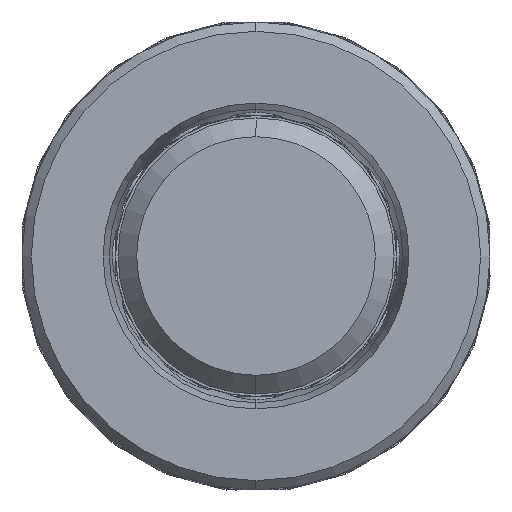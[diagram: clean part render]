
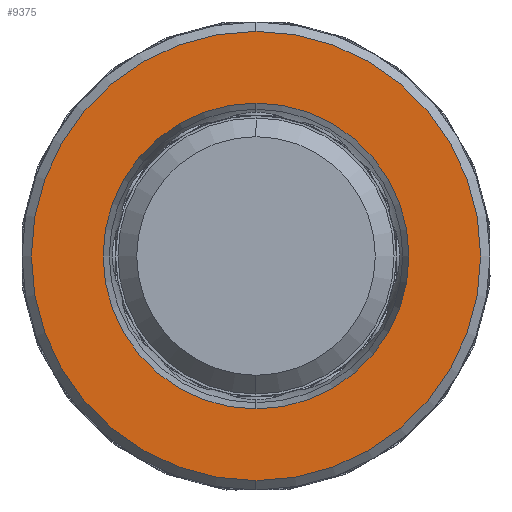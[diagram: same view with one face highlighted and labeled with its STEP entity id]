
A CAD part, front view. The second image highlights one B-rep face of the part: STEP entity #9375.
In plain terms, the highlighted planar face has unit normal (0, -1, 0).
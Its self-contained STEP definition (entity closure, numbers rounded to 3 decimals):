
#961 = ORIENTED_EDGE ( 'NONE', *, *, #10239, .T. ) ;
#1709 = FACE_BOUND ( 'NONE', #4253, .T. ) ;
#2319 = DIRECTION ( 'NONE',  ( 0., -1., 0. ) ) ;
#2494 = ORIENTED_EDGE ( 'NONE', *, *, #21675, .T. ) ;
#3046 = EDGE_LOOP ( 'NONE', ( #2494, #961 ) ) ;
#3632 = DIRECTION ( 'NONE',  ( 0., 0., -1. ) ) ;
#3753 = ORIENTED_EDGE ( 'NONE', *, *, #10980, .F. ) ;
#4140 = DIRECTION ( 'NONE',  ( 0., 0., -1. ) ) ;
#4253 = EDGE_LOOP ( 'NONE', ( #8508, #3753 ) ) ;
#4480 = DIRECTION ( 'NONE',  ( 0., 0., -1. ) ) ;
#4877 = CIRCLE ( 'NONE', #12453, 24. ) ;
#4967 = AXIS2_PLACEMENT_3D ( 'NONE', #11753, #6213, #18366 ) ;
#4968 = FACE_OUTER_BOUND ( 'NONE', #3046, .T. ) ;
#5229 = CIRCLE ( 'NONE', #5401, 16.34 ) ;
#5401 = AXIS2_PLACEMENT_3D ( 'NONE', #9648, #16576, #4480 ) ;
#6213 = DIRECTION ( 'NONE',  ( 0., -1., 0. ) ) ;
#6560 = DIRECTION ( 'NONE',  ( 0., 1., 0. ) ) ;
#6746 = VERTEX_POINT ( 'NONE', #22495 ) ;
#7000 = AXIS2_PLACEMENT_3D ( 'NONE', #17528, #12220, #3632 ) ;
#8508 = ORIENTED_EDGE ( 'NONE', *, *, #10843, .F. ) ;
#9039 = CIRCLE ( 'NONE', #7000, 16.34 ) ;
#9375 = ADVANCED_FACE ( 'NONE', ( #1709, #4968 ), #15761, .F. ) ;
#9648 = CARTESIAN_POINT ( 'NONE',  ( 221.174, -6.032, 0. ) ) ;
#10239 = EDGE_CURVE ( 'NONE', #16042, #6746, #11743, .T. ) ;
#10843 = EDGE_CURVE ( 'NONE', #10921, #22055, #5229, .T. ) ;
#10921 = VERTEX_POINT ( 'NONE', #22371 ) ;
#10980 = EDGE_CURVE ( 'NONE', #22055, #10921, #9039, .T. ) ;
#11136 = CARTESIAN_POINT ( 'NONE',  ( 221.174, -6.032, -24. ) ) ;
#11662 = AXIS2_PLACEMENT_3D ( 'NONE', #18797, #6560, #22178 ) ;
#11743 = CIRCLE ( 'NONE', #4967, 24. ) ;
#11753 = CARTESIAN_POINT ( 'NONE',  ( 221.174, -6.032, 0. ) ) ;
#12220 = DIRECTION ( 'NONE',  ( 0., -1., 0. ) ) ;
#12453 = AXIS2_PLACEMENT_3D ( 'NONE', #17810, #2319, #4140 ) ;
#12909 = CARTESIAN_POINT ( 'NONE',  ( 221.174, -6.032, 16.34 ) ) ;
#15761 = PLANE ( 'NONE',  #11662 ) ;
#16042 = VERTEX_POINT ( 'NONE', #11136 ) ;
#16576 = DIRECTION ( 'NONE',  ( 0., -1., 0. ) ) ;
#17528 = CARTESIAN_POINT ( 'NONE',  ( 221.174, -6.032, 0. ) ) ;
#17810 = CARTESIAN_POINT ( 'NONE',  ( 221.174, -6.032, 0. ) ) ;
#18366 = DIRECTION ( 'NONE',  ( 0., 0., -1. ) ) ;
#18797 = CARTESIAN_POINT ( 'NONE',  ( 197.174, -6.032, 0. ) ) ;
#21675 = EDGE_CURVE ( 'NONE', #6746, #16042, #4877, .T. ) ;
#22055 = VERTEX_POINT ( 'NONE', #12909 ) ;
#22178 = DIRECTION ( 'NONE',  ( 0., 0., 1. ) ) ;
#22371 = CARTESIAN_POINT ( 'NONE',  ( 221.174, -6.032, -16.34 ) ) ;
#22495 = CARTESIAN_POINT ( 'NONE',  ( 221.174, -6.032, 24. ) ) ;
